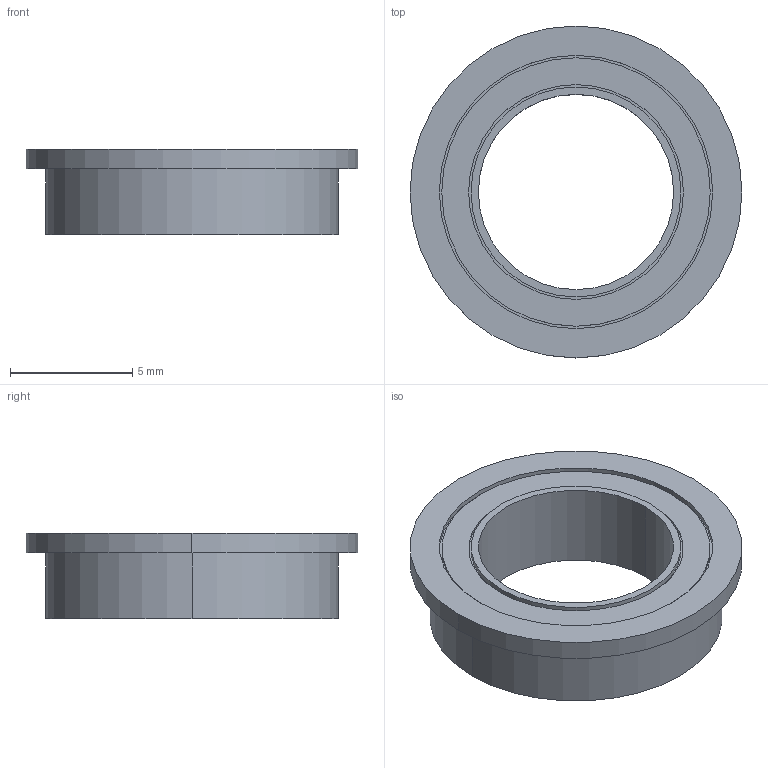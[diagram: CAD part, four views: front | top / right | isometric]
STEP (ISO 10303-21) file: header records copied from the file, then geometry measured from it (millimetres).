
FILE_DESCRIPTION (( 'STEP AP214' ), '1' );
FILE_NAME ('8X12X3_5-flange bearing.STEP', '2022-05-02T08:26:02', ( '' ), ( '' ), 'SwSTEP 2.0', 'SolidWorks 2021', '' );
FILE_SCHEMA (( 'AUTOMOTIVE_DESIGN' ));
Length unit declared in the file: millimetre
Products named in the file (1): 8X12X3_5-flange bearing
Bounding box: 13.6 x 13.6 x 3.5 mm (x, y, z)
Volume: 236.3 mm3; surface area: 451.3 mm2
Topology: 1 solids, 1 shells, 33 faces, 66 edges, 44 vertices
Faces by surface type: cylinder 22, plane 11
Entity records: 922 total; most frequent: DIRECTION 178, CARTESIAN_POINT 144, ORIENTED_EDGE 132, AXIS2_PLACEMENT_3D 78, EDGE_CURVE 66, CIRCLE 44, EDGE_LOOP 44, VERTEX_POINT 44
